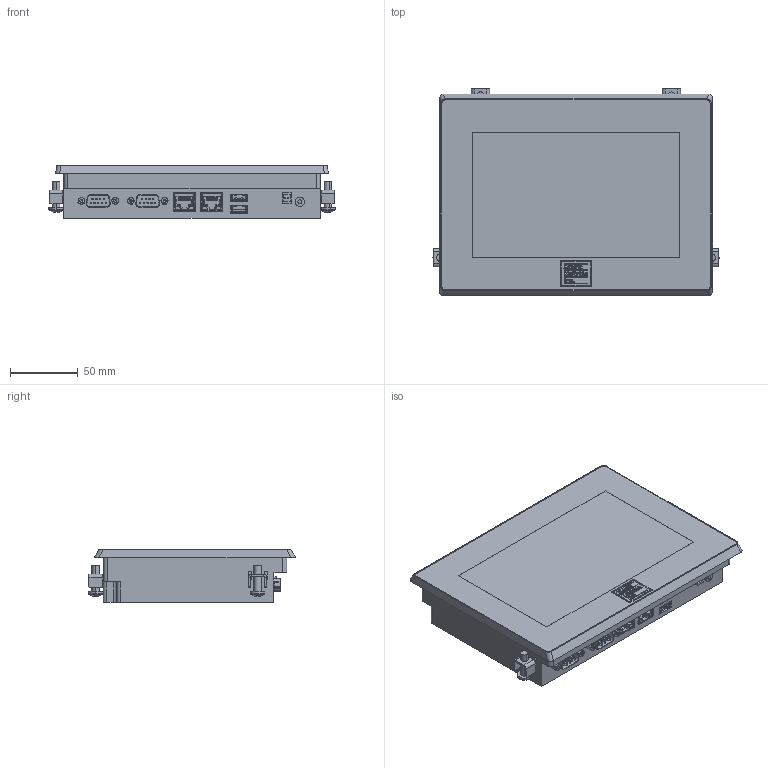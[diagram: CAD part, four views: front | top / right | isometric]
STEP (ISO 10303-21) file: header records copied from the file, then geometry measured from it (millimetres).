
FILE_DESCRIPTION (( 'STEP AP214' ), '1' );
FILE_NAME ('Show Touch 7.STEP', '2022-10-07T18:01:22', ( '' ), ( '' ), 'SwSTEP 2.0', 'SolidWorks 2021', '' );
FILE_SCHEMA (( 'AUTOMOTIVE_DESIGN' ));
Length unit declared in the file: inch
Products named in the file (8): connector_a-ds_09_ll_z; Show Touch 7; CR-PHMS 0.216-28x0.75x0.75-N_CR-PHMS 0.216-28x0.75x0.75-N; 230-104192.50 mount; 653-009349.50; 230-104192.50; d-sub standoff_91075A460; USB PCB MOUNT
Assembly tree (19 placements, depth 2):
  Show Touch 7
    230-104192.50
    connector_a-ds_09_ll_z  x2
    653-009349.50  x2
    d-sub standoff_91075A460  x4
    230-104192.50 mount  x4
    CR-PHMS 0.216-28x0.75x0.75-N_CR-PHMS 0.216-28x0.75x0.75-N  x4
    USB PCB MOUNT  x2
Bounding box: 211.71 x 153.36 x 39.05 mm (x, y, z)
Volume: 972920.7 mm3; surface area: 115473.7 mm2
Topology: 67 solids, 67 shells, 4136 faces, 10874 edges, 6956 vertices
Faces by surface type: plane 2680, cylinder 1087, bspline 237, cone 100, torus 24, sphere 8
Entity records: 85763 total; most frequent: CARTESIAN_POINT 16764, ORIENTED_EDGE 11650, DIRECTION 10315, EDGE_CURVE 5825, VECTOR 4259, LINE 4259, VERTEX_POINT 3755, AXIS2_PLACEMENT_3D 3028
